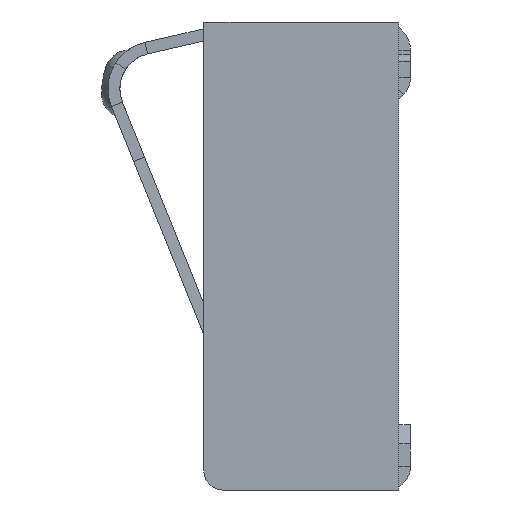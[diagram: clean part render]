
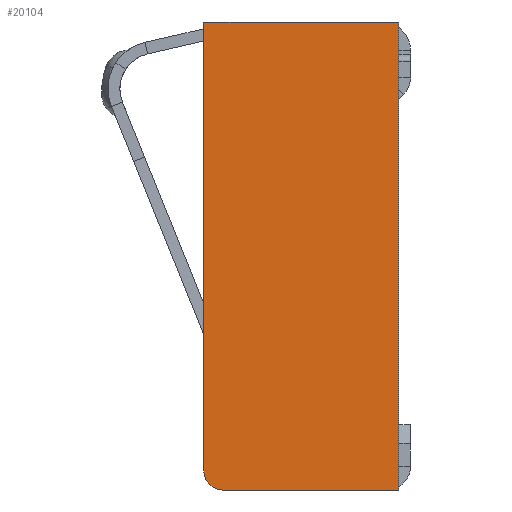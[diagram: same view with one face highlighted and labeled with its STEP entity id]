
A CAD part, left-side view. The second image highlights one B-rep face of the part: STEP entity #20104.
In plain terms, the highlighted planar face has unit normal (-1, 0, 0).
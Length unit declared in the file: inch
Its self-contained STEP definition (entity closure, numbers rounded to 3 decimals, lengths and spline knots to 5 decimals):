
#9=CARTESIAN_POINT('',(-0.1115,0.074,-0.189));
#10=DIRECTION('',(-1.,0.,0.));
#11=DIRECTION('',(0.,1.,0.));
#12=AXIS2_PLACEMENT_3D('',#9,#10,#11);
#18=DIRECTION('',(0.,0.,1.));
#19=VECTOR('',#18,0.189);
#20=CARTESIAN_POINT('',(-0.1115,0.082,-0.189));
#21=LINE('',#20,#19);
#25=DIRECTION('',(0.,-1.,0.));
#26=VECTOR('',#25,0.082);
#27=CARTESIAN_POINT('',(-0.1115,0.082,0.));
#28=LINE('',#27,#26);
#32=DIRECTION('',(0.,0.,-1.));
#33=VECTOR('',#32,0.197);
#34=CARTESIAN_POINT('',(-0.1115,0.,0.));
#35=LINE('',#34,#33);
#39=DIRECTION('',(0.,1.,0.));
#40=VECTOR('',#39,0.074);
#41=CARTESIAN_POINT('',(-0.1115,0.,-0.197));
#42=LINE('',#41,#40);
#17423=CARTESIAN_POINT('',(-0.1115,0.,0.));
#17424=CARTESIAN_POINT('',(-0.1115,0.,-0.197));
#17425=VERTEX_POINT('',#17423);
#17426=VERTEX_POINT('',#17424);
#17427=CARTESIAN_POINT('',(-0.1115,0.082,0.));
#17428=VERTEX_POINT('',#17427);
#17519=CARTESIAN_POINT('',(-0.1115,0.082,-0.189));
#17520=CARTESIAN_POINT('',(-0.1115,0.074,-0.197));
#17521=VERTEX_POINT('',#17519);
#17522=VERTEX_POINT('',#17520);
#20087=CARTESIAN_POINT('',(-0.1115,0.,0.));
#20088=DIRECTION('',(1.,0.,0.));
#20089=DIRECTION('',(0.,0.,-1.));
#20090=AXIS2_PLACEMENT_3D('',#20087,#20088,#20089);
#20091=PLANE('',#20090);
#20093=ORIENTED_EDGE('',*,*,#20092,.F.);
#20095=ORIENTED_EDGE('',*,*,#20094,.T.);
#20097=ORIENTED_EDGE('',*,*,#20096,.T.);
#20099=ORIENTED_EDGE('',*,*,#20098,.T.);
#20101=ORIENTED_EDGE('',*,*,#20100,.T.);
#20102=EDGE_LOOP('',(#20093,#20095,#20097,#20099,#20101));
#20103=FACE_OUTER_BOUND('',#20102,.F.);
#13=CIRCLE('',#12,0.008);
#20092=EDGE_CURVE('',#17521,#17522,#13,.T.);
#20094=EDGE_CURVE('',#17521,#17428,#21,.T.);
#20096=EDGE_CURVE('',#17428,#17425,#28,.T.);
#20098=EDGE_CURVE('',#17425,#17426,#35,.T.);
#20100=EDGE_CURVE('',#17426,#17522,#42,.T.);
#20104=ADVANCED_FACE('',(#20103),#20091,.F.);
